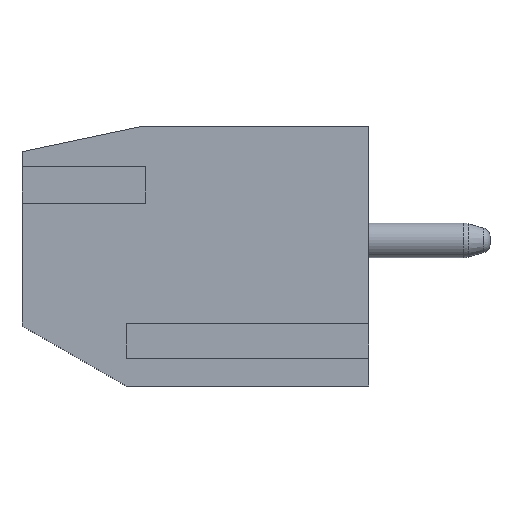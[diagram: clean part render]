
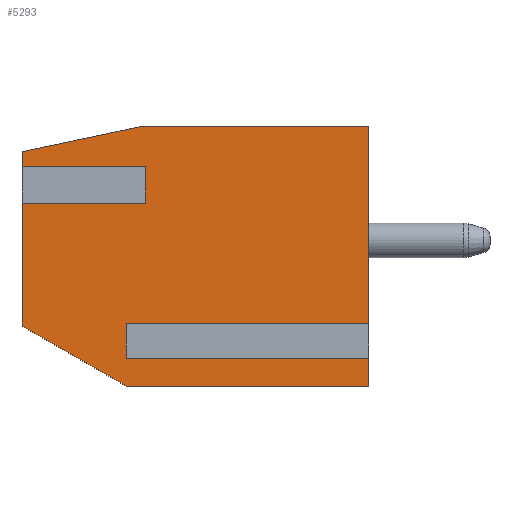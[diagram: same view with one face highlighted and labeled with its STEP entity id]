
A CAD part, left-side view. The second image highlights one B-rep face of the part: STEP entity #5293.
In plain terms, the highlighted planar face has unit normal (-1, 0, 0).
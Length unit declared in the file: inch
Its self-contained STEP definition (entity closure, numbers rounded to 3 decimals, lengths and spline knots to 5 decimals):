
#35 = VERTEX_POINT ( 'NONE', #3443 ) ;
#50 = CARTESIAN_POINT ( 'NONE',  ( -0.19685, 0., -0.13386 ) ) ;
#52 = LINE ( 'NONE', #1457, #3825 ) ;
#75 = DIRECTION ( 'NONE',  ( 0., 0., -1. ) ) ;
#111 = EDGE_CURVE ( 'NONE', #1561, #5248, #4598, .T. ) ;
#112 = VECTOR ( 'NONE', #2097, 39.37008 ) ;
#136 = ORIENTED_EDGE ( 'NONE', *, *, #111, .F. ) ;
#140 = LINE ( 'NONE', #4766, #2468 ) ;
#148 = DIRECTION ( 'NONE',  ( 0., 0.866, 0.5 ) ) ;
#162 = LINE ( 'NONE', #5750, #459 ) ;
#243 = CARTESIAN_POINT ( 'NONE',  ( -0.19685, 0.3937, -0.09724 ) ) ;
#258 = VERTEX_POINT ( 'NONE', #50 ) ;
#267 = EDGE_CURVE ( 'NONE', #5908, #3946, #4321, .T. ) ;
#298 = CARTESIAN_POINT ( 'NONE',  ( -0.19685, 0.27559, -0.09449 ) ) ;
#320 = ORIENTED_EDGE ( 'NONE', *, *, #4954, .F. ) ;
#345 = FACE_OUTER_BOUND ( 'NONE', #4229, .T. ) ;
#459 = VECTOR ( 'NONE', #647, 39.37008 ) ;
#480 = CARTESIAN_POINT ( 'NONE',  ( -0.19685, 0.25354, 0.04232 ) ) ;
#494 = CARTESIAN_POINT ( 'NONE',  ( -0.19685, 0.3937, 0.04232 ) ) ;
#554 = VECTOR ( 'NONE', #3636, 39.37008 ) ;
#647 = DIRECTION ( 'NONE',  ( 0., -1., 0. ) ) ;
#654 = CARTESIAN_POINT ( 'NONE',  ( -0.19685, 0.3937, 0.10079 ) ) ;
#660 = VECTOR ( 'NONE', #1937, 39.37008 ) ;
#687 = LINE ( 'NONE', #3986, #2938 ) ;
#697 = VECTOR ( 'NONE', #148, 39.37008 ) ;
#887 = VECTOR ( 'NONE', #4636, 39.37008 ) ;
#1119 = EDGE_CURVE ( 'NONE', #5213, #258, #3896, .T. ) ;
#1123 = LINE ( 'NONE', #5304, #5573 ) ;
#1127 = EDGE_CURVE ( 'NONE', #3350, #5908, #1622, .T. ) ;
#1133 = LINE ( 'NONE', #4850, #4882 ) ;
#1176 = CARTESIAN_POINT ( 'NONE',  ( -0.19685, 0.25591, 0.12992 ) ) ;
#1186 = EDGE_CURVE ( 'NONE', #4257, #258, #1123, .T. ) ;
#1257 = DIRECTION ( 'NONE',  ( 1., 0., 0. ) ) ;
#1266 = DIRECTION ( 'NONE',  ( 0., -1., 0. ) ) ;
#1334 = CARTESIAN_POINT ( 'NONE',  ( -0.19685, 0., -0.09449 ) ) ;
#1352 = LINE ( 'NONE', #4207, #554 ) ;
#1369 = DIRECTION ( 'NONE',  ( 0., 0., 1. ) ) ;
#1436 = CARTESIAN_POINT ( 'NONE',  ( -0.19685, 0., -0.16535 ) ) ;
#1457 = CARTESIAN_POINT ( 'NONE',  ( -0.19685, 0.25354, 0.04232 ) ) ;
#1502 = VERTEX_POINT ( 'NONE', #654 ) ;
#1530 = ORIENTED_EDGE ( 'NONE', *, *, #5408, .T. ) ;
#1561 = VERTEX_POINT ( 'NONE', #5977 ) ;
#1622 = LINE ( 'NONE', #243, #697 ) ;
#1783 = ORIENTED_EDGE ( 'NONE', *, *, #267, .F. ) ;
#1863 = EDGE_CURVE ( 'NONE', #3350, #4257, #162, .T. ) ;
#1879 = ORIENTED_EDGE ( 'NONE', *, *, #1186, .T. ) ;
#1937 = DIRECTION ( 'NONE',  ( 0., 0., 1. ) ) ;
#2076 = DIRECTION ( 'NONE',  ( 0., -1., 0. ) ) ;
#2097 = DIRECTION ( 'NONE',  ( 0., -1., 0. ) ) ;
#2157 = EDGE_CURVE ( 'NONE', #5248, #3844, #1352, .T. ) ;
#2166 = CARTESIAN_POINT ( 'NONE',  ( -0.19685, 0.25354, 0.08366 ) ) ;
#2224 = LINE ( 'NONE', #3144, #3819 ) ;
#2370 = CARTESIAN_POINT ( 'NONE',  ( -0.19685, 0., -0.09449 ) ) ;
#2458 = ORIENTED_EDGE ( 'NONE', *, *, #5971, .T. ) ;
#2468 = VECTOR ( 'NONE', #75, 39.37008 ) ;
#2491 = EDGE_CURVE ( 'NONE', #3844, #1502, #2224, .T. ) ;
#2526 = EDGE_CURVE ( 'NONE', #2614, #35, #5419, .T. ) ;
#2553 = ORIENTED_EDGE ( 'NONE', *, *, #2526, .F. ) ;
#2558 = CARTESIAN_POINT ( 'NONE',  ( -0.19685, 0.3937, -0.13386 ) ) ;
#2614 = VERTEX_POINT ( 'NONE', #1176 ) ;
#2649 = CARTESIAN_POINT ( 'NONE',  ( -0.19685, 0.27559, -0.16535 ) ) ;
#2673 = CARTESIAN_POINT ( 'NONE',  ( -0.19685, 0.3937, 0.08366 ) ) ;
#2687 = DIRECTION ( 'NONE',  ( 0., 0., -1. ) ) ;
#2801 = ORIENTED_EDGE ( 'NONE', *, *, #4525, .T. ) ;
#2938 = VECTOR ( 'NONE', #4470, 39.37008 ) ;
#2942 = CARTESIAN_POINT ( 'NONE',  ( -0.19685, 0.3937, -0.09449 ) ) ;
#2953 = ORIENTED_EDGE ( 'NONE', *, *, #2491, .F. ) ;
#3009 = ORIENTED_EDGE ( 'NONE', *, *, #1863, .T. ) ;
#3054 = ORIENTED_EDGE ( 'NONE', *, *, #1119, .F. ) ;
#3144 = CARTESIAN_POINT ( 'NONE',  ( -0.19685, 0.3937, -0.09449 ) ) ;
#3350 = VERTEX_POINT ( 'NONE', #2649 ) ;
#3443 = CARTESIAN_POINT ( 'NONE',  ( -0.19685, 0., 0.12992 ) ) ;
#3478 = CARTESIAN_POINT ( 'NONE',  ( -0.19685, 0.3937, -0.09724 ) ) ;
#3582 = CARTESIAN_POINT ( 'NONE',  ( -0.19685, 0.3937, 0.12992 ) ) ;
#3636 = DIRECTION ( 'NONE',  ( 0., 1., 0. ) ) ;
#3742 = DIRECTION ( 'NONE',  ( 0., 1., 0. ) ) ;
#3771 = EDGE_CURVE ( 'NONE', #1502, #2614, #687, .T. ) ;
#3819 = VECTOR ( 'NONE', #4091, 39.37008 ) ;
#3825 = VECTOR ( 'NONE', #3742, 39.37008 ) ;
#3844 = VERTEX_POINT ( 'NONE', #2673 ) ;
#3881 = VERTEX_POINT ( 'NONE', #1334 ) ;
#3896 = LINE ( 'NONE', #2558, #112 ) ;
#3946 = VERTEX_POINT ( 'NONE', #494 ) ;
#3986 = CARTESIAN_POINT ( 'NONE',  ( -0.19685, 0.3937, 0.10079 ) ) ;
#4091 = DIRECTION ( 'NONE',  ( 0., 0., 1. ) ) ;
#4207 = CARTESIAN_POINT ( 'NONE',  ( -0.19685, 0.25354, 0.08366 ) ) ;
#4229 = EDGE_LOOP ( 'NONE', ( #2953, #5268, #136, #2801, #1783, #4362, #3009, #1879, #3054, #320, #2458, #1530, #2553, #5344 ) ) ;
#4257 = VERTEX_POINT ( 'NONE', #1436 ) ;
#4321 = LINE ( 'NONE', #2942, #660 ) ;
#4362 = ORIENTED_EDGE ( 'NONE', *, *, #1127, .F. ) ;
#4470 = DIRECTION ( 'NONE',  ( 0., -0.978, 0.207 ) ) ;
#4509 = VECTOR ( 'NONE', #1266, 39.37008 ) ;
#4525 = EDGE_CURVE ( 'NONE', #1561, #3946, #52, .T. ) ;
#4598 = LINE ( 'NONE', #480, #5621 ) ;
#4636 = DIRECTION ( 'NONE',  ( 0., 0., 1. ) ) ;
#4646 = VERTEX_POINT ( 'NONE', #298 ) ;
#4766 = CARTESIAN_POINT ( 'NONE',  ( -0.19685, 0.27559, 0.12992 ) ) ;
#4837 = DIRECTION ( 'NONE',  ( 0., 0., 1. ) ) ;
#4850 = CARTESIAN_POINT ( 'NONE',  ( -0.19685, 0.3937, -0.09449 ) ) ;
#4882 = VECTOR ( 'NONE', #2076, 39.37008 ) ;
#4954 = EDGE_CURVE ( 'NONE', #4646, #5213, #140, .T. ) ;
#5095 = LINE ( 'NONE', #2370, #887 ) ;
#5213 = VERTEX_POINT ( 'NONE', #5315 ) ;
#5248 = VERTEX_POINT ( 'NONE', #2166 ) ;
#5268 = ORIENTED_EDGE ( 'NONE', *, *, #2157, .F. ) ;
#5293 = ADVANCED_FACE ( 'NONE', ( #345 ), #5965, .F. ) ;
#5304 = CARTESIAN_POINT ( 'NONE',  ( -0.19685, 0., -0.16535 ) ) ;
#5315 = CARTESIAN_POINT ( 'NONE',  ( -0.19685, 0.27559, -0.13386 ) ) ;
#5344 = ORIENTED_EDGE ( 'NONE', *, *, #3771, .F. ) ;
#5408 = EDGE_CURVE ( 'NONE', #3881, #35, #5095, .T. ) ;
#5419 = LINE ( 'NONE', #3582, #4509 ) ;
#5504 = AXIS2_PLACEMENT_3D ( 'NONE', #5911, #1257, #2687 ) ;
#5573 = VECTOR ( 'NONE', #4837, 39.37008 ) ;
#5621 = VECTOR ( 'NONE', #1369, 39.37008 ) ;
#5750 = CARTESIAN_POINT ( 'NONE',  ( -0.19685, 0.3937, -0.16535 ) ) ;
#5908 = VERTEX_POINT ( 'NONE', #3478 ) ;
#5911 = CARTESIAN_POINT ( 'NONE',  ( -0.19685, 0.3937, -0.09449 ) ) ;
#5965 = PLANE ( 'NONE',  #5504 ) ;
#5971 = EDGE_CURVE ( 'NONE', #4646, #3881, #1133, .T. ) ;
#5977 = CARTESIAN_POINT ( 'NONE',  ( -0.19685, 0.25354, 0.04232 ) ) ;
